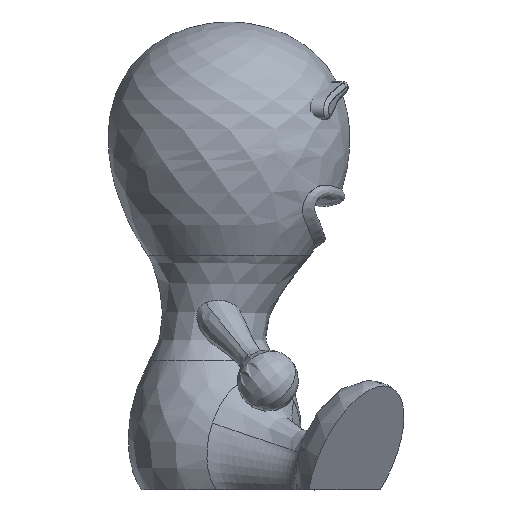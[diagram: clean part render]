
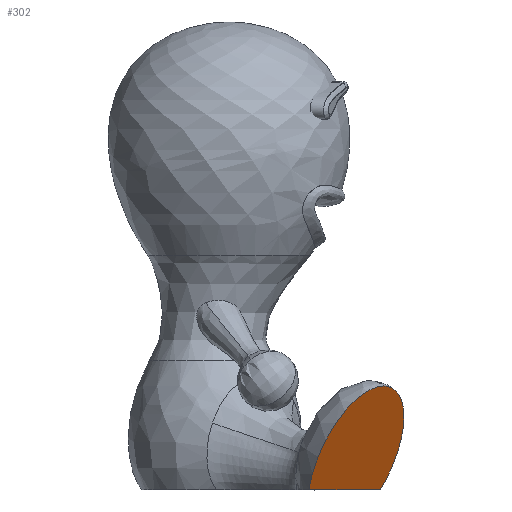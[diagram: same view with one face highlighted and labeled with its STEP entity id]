
A CAD part, left-side view. The second image highlights one B-rep face of the part: STEP entity #302.
In plain terms, the highlighted planar face has unit normal (-0.638, -0.601, -0.482).
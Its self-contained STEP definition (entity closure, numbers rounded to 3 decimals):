
#12=PLANE($,#1037);
#30=(
BOUNDED_CURVE()
B_SPLINE_CURVE(2,(#2191,#2192,#2193,#2194,#2195),.UNSPECIFIED.,.F.,.F.)
B_SPLINE_CURVE_WITH_KNOTS((3,2,3),(-62.982,-31.491,-22.825),
.UNSPECIFIED.)
CURVE()
GEOMETRIC_REPRESENTATION_ITEM()
RATIONAL_B_SPLINE_CURVE((1.,0.707,1.,0.978,1.))
REPRESENTATION_ITEM($)
);
#31=(
BOUNDED_CURVE()
B_SPLINE_CURVE(2,(#2196,#2197,#2198,#2199,#2200),.UNSPECIFIED.,.F.,.F.)
B_SPLINE_CURVE_WITH_KNOTS((3,2,3),(-40.094,-31.442,0.),
.UNSPECIFIED.)
CURVE()
GEOMETRIC_REPRESENTATION_ITEM()
RATIONAL_B_SPLINE_CURVE((1.,0.978,1.,0.707,
1.))
REPRESENTATION_ITEM($)
);
#302=ADVANCED_FACE($,(#339),#12,.T.);
#339=FACE_OUTER_BOUND($,#376,.T.);
#376=EDGE_LOOP($,(#437,#438,#439));
#437=ORIENTED_EDGE($,*,*,#608,.F.);
#438=ORIENTED_EDGE($,*,*,#609,.F.);
#439=ORIENTED_EDGE($,*,*,#610,.F.);
#608=EDGE_CURVE($,#754,#753,#902,.T.);
#609=EDGE_CURVE($,#755,#754,#30,.T.);
#610=EDGE_CURVE($,#753,#755,#31,.T.);
#753=VERTEX_POINT($,#2202);
#754=VERTEX_POINT($,#2203);
#755=VERTEX_POINT($,#2204);
#902=B_SPLINE_CURVE_WITH_KNOTS($,3,(#2187,#2188,#2189,#2190),.UNSPECIFIED.,
.F.,.F.,(4,4),(78.413,90.529),.UNSPECIFIED.);
#1037=AXIS2_PLACEMENT_3D($,#2201,#1045,$);
#1045=DIRECTION($,(-0.638,-0.601,-0.482));
#2187=CARTESIAN_POINT($,(-111.364,-144.696,0.));
#2188=CARTESIAN_POINT($,(-132.799,-121.946,0.));
#2189=CARTESIAN_POINT($,(-154.234,-99.196,0.));
#2190=CARTESIAN_POINT($,(-175.669,-76.447,0.));
#2191=CARTESIAN_POINT($,(-183.384,-148.135,99.558));
#2192=CARTESIAN_POINT($,(-148.216,-185.46,99.558));
#2193=CARTESIAN_POINT($,(-119.844,-158.727,28.705));
#2194=CARTESIAN_POINT($,(-113.839,-153.069,13.71));
#2195=CARTESIAN_POINT($,(-111.364,-144.696,0.));
#2196=CARTESIAN_POINT($,(-175.669,-76.447,0.));
#2197=CARTESIAN_POINT($,(-184.175,-78.419,13.71));
#2198=CARTESIAN_POINT($,(-190.179,-84.077,28.705));
#2199=CARTESIAN_POINT($,(-218.552,-110.81,99.558));
#2200=CARTESIAN_POINT($,(-183.384,-148.135,99.558));
#2201=CARTESIAN_POINT($,(-209.035,-128.801,109.391));
#2202=CARTESIAN_POINT($,(-175.669,-76.447,0.));
#2203=CARTESIAN_POINT($,(-111.364,-144.696,0.));
#2204=CARTESIAN_POINT($,(-183.384,-148.135,99.558));
